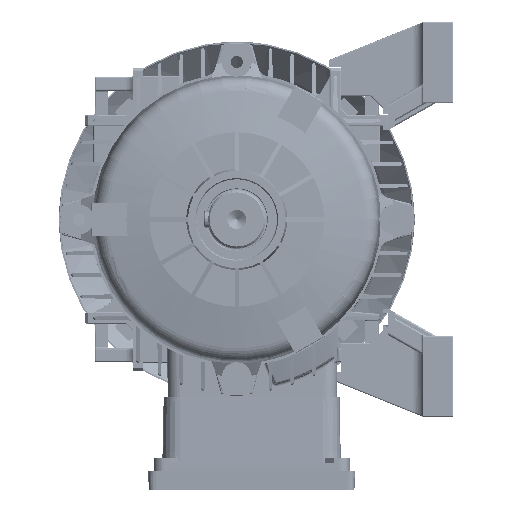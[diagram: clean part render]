
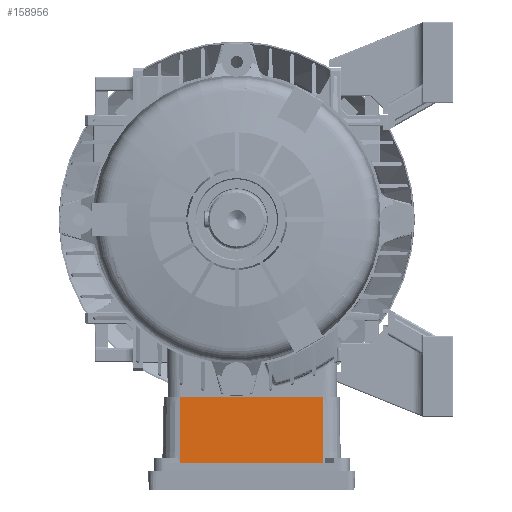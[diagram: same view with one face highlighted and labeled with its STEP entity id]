
A CAD part, left-side view. The second image highlights one B-rep face of the part: STEP entity #158956.
In plain terms, the highlighted face is planar.
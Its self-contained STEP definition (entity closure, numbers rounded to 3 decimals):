
#21967 = ORIENTED_EDGE ( 'NONE', *, *, #24739, .F. ) ;
#24739 = EDGE_CURVE ( 'NONE', #147670, #198831, #28360, .T. ) ;
#27114 = ORIENTED_EDGE ( 'NONE', *, *, #124219, .T. ) ;
#27162 = EDGE_CURVE ( 'NONE', #198831, #45181, #95827, .T. ) ;
#28360 = LINE ( 'NONE', #162061, #172550 ) ;
#35303 = CARTESIAN_POINT ( 'NONE',  ( 118., 130., 0. ) ) ;
#38965 = DIRECTION ( 'NONE',  ( 0., 1., -0.021 ) ) ;
#41021 = VECTOR ( 'NONE', #134770, 1000. ) ;
#45181 = VERTEX_POINT ( 'NONE', #137192 ) ;
#71543 = AXIS2_PLACEMENT_3D ( 'NONE', #87127, #38965, #152404 ) ;
#77195 = LINE ( 'NONE', #111406, #131442 ) ;
#81497 = VERTEX_POINT ( 'NONE', #101075 ) ;
#86077 = PLANE ( 'NONE',  #71543 ) ;
#87127 = CARTESIAN_POINT ( 'NONE',  ( 12., 130., 0. ) ) ;
#90613 = VECTOR ( 'NONE', #161099, 1000. ) ;
#95726 = DIRECTION ( 'NONE',  ( -1., 0., 0. ) ) ;
#95827 = LINE ( 'NONE', #159003, #90613 ) ;
#101075 = CARTESIAN_POINT ( 'NONE',  ( 118., 130., 0. ) ) ;
#111406 = CARTESIAN_POINT ( 'NONE',  ( 12., 130., 0. ) ) ;
#114563 = DIRECTION ( 'NONE',  ( -1., 0., 0. ) ) ;
#118210 = CARTESIAN_POINT ( 'NONE',  ( 12., 131.016, 48.5 ) ) ;
#124219 = EDGE_CURVE ( 'NONE', #147670, #81497, #169068, .T. ) ;
#131442 = VECTOR ( 'NONE', #114563, 1000. ) ;
#134770 = DIRECTION ( 'NONE',  ( 0., -0.021, -1. ) ) ;
#135840 = ORIENTED_EDGE ( 'NONE', *, *, #147527, .T. ) ;
#137192 = CARTESIAN_POINT ( 'NONE',  ( 12., 130., 0. ) ) ;
#140425 = ORIENTED_EDGE ( 'NONE', *, *, #27162, .F. ) ;
#147527 = EDGE_CURVE ( 'NONE', #81497, #45181, #77195, .T. ) ;
#147670 = VERTEX_POINT ( 'NONE', #201172 ) ;
#149223 = FACE_OUTER_BOUND ( 'NONE', #197784, .T. ) ;
#152404 = DIRECTION ( 'NONE',  ( 0., 0.021, 1. ) ) ;
#158956 = ADVANCED_FACE ( 'NONE', ( #149223 ), #86077, .T. ) ;
#159003 = CARTESIAN_POINT ( 'NONE',  ( 12., 130., 0. ) ) ;
#161099 = DIRECTION ( 'NONE',  ( 0., -0.021, -1. ) ) ;
#162061 = CARTESIAN_POINT ( 'NONE',  ( 12., 131.016, 48.5 ) ) ;
#169068 = LINE ( 'NONE', #35303, #41021 ) ;
#172550 = VECTOR ( 'NONE', #95726, 1000. ) ;
#197784 = EDGE_LOOP ( 'NONE', ( #135840, #140425, #21967, #27114 ) ) ;
#198831 = VERTEX_POINT ( 'NONE', #118210 ) ;
#201172 = CARTESIAN_POINT ( 'NONE',  ( 118., 131.016, 48.5 ) ) ;
